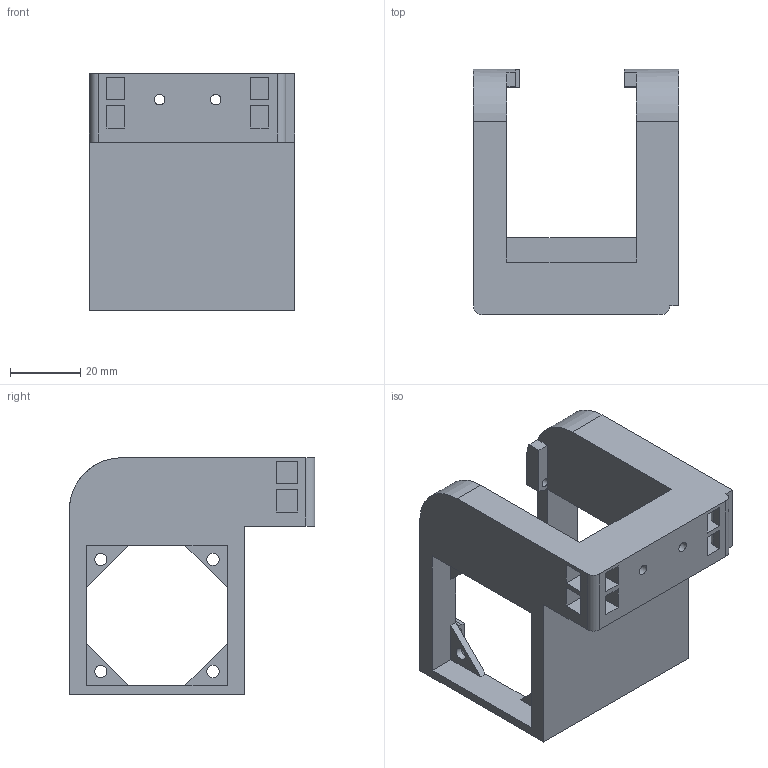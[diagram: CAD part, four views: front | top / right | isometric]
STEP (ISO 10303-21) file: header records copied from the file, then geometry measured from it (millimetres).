
FILE_DESCRIPTION(/* description */ ('','CAx-IF Rec.Pracs.---Representation and Presentation of Product Manufacturing Information (PMI)---4.0---2014-10-13'),/* implementation_level */ '2;1');
FILE_NAME(/* name */ 'Hotend Case.step',/* time_stamp */ '2025-08-05T01:51:46+05:30',/* author */ (''),/* organization */ (''),/* preprocessor_version */ 'ST-DEVELOPER v20',/* originating_system */ 'Autodesk Translation Framework v13.20.0.188',/* authorisation */ '');
FILE_SCHEMA (('AP242_MANAGED_MODEL_BASED_3D_ENGINEERING_MIM_LF { 1 0 10303 442 1 1 4 }'));
Length unit declared in the file: millimetre
Products named in the file (1): Hotend Case
Bounding box: 58.5 x 70 x 67.5 mm (x, y, z)
Volume: 58799.9 mm3; surface area: 26088.3 mm2
Topology: 1 solids, 1 shells, 112 faces, 336 edges, 222 vertices
Faces by surface type: plane 87, cylinder 25
Full cylindrical faces by diameter (mm): 2.5 x4, 3 x2, 3.5 x4
Entity records: 3847 total; most frequent: ORIENTED_EDGE 672, CARTESIAN_POINT 671, DIRECTION 620, EDGE_CURVE 336, LINE 278, VECTOR 278, VERTEX_POINT 222, AXIS2_PLACEMENT_3D 171
